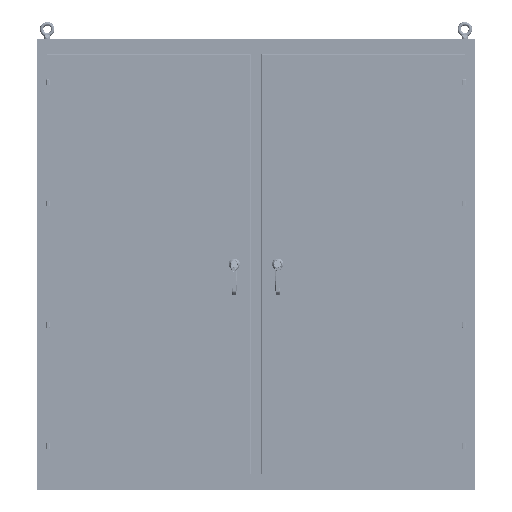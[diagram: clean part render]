
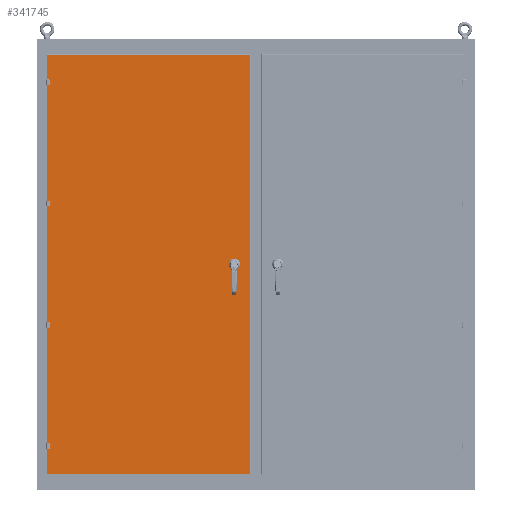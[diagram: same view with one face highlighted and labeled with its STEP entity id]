
A CAD part, top view. The second image highlights one B-rep face of the part: STEP entity #341745.
In plain terms, the highlighted planar face has unit normal (0, 0, 1).
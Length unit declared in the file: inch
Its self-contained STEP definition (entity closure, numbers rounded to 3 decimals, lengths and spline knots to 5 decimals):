
#2339 = PLANE ( 'NONE',  #168154 ) ;
#3540 = DIRECTION ( 'NONE',  ( 0., -1., 0. ) ) ;
#10147 = EDGE_LOOP ( 'NONE', ( #282512 ) ) ;
#23512 = EDGE_CURVE ( 'NONE', #39984, #39984, #312540, .T. ) ;
#35070 = CARTESIAN_POINT ( 'NONE',  ( -19.0312, 0., 10.058 ) ) ;
#39984 = VERTEX_POINT ( 'NONE', #246102 ) ;
#43373 = CARTESIAN_POINT ( 'NONE',  ( -37.0249, -37.15, 10.058 ) ) ;
#43924 = VECTOR ( 'NONE', #292378, 39.37008 ) ;
#60170 = CARTESIAN_POINT ( 'NONE',  ( -19.0312, 37.15, 10.058 ) ) ;
#62036 = CARTESIAN_POINT ( 'NONE',  ( -1.0375, 37.15, 10.058 ) ) ;
#72773 = AXIS2_PLACEMENT_3D ( 'NONE', #140830, #165917, #258309 ) ;
#82148 = VERTEX_POINT ( 'NONE', #43373 ) ;
#87916 = ORIENTED_EDGE ( 'NONE', *, *, #315552, .T. ) ;
#89072 = DIRECTION ( 'NONE',  ( -1., 0., 0. ) ) ;
#91047 = VECTOR ( 'NONE', #3540, 39.37008 ) ;
#113705 = LINE ( 'NONE', #352503, #133018 ) ;
#123727 = FACE_OUTER_BOUND ( 'NONE', #284833, .T. ) ;
#131486 = VERTEX_POINT ( 'NONE', #62036 ) ;
#133018 = VECTOR ( 'NONE', #321692, 39.37008 ) ;
#140830 = CARTESIAN_POINT ( 'NONE',  ( -3.84616, 0., 10.058 ) ) ;
#148851 = DIRECTION ( 'NONE',  ( 0., 0., -1. ) ) ;
#150027 = LINE ( 'NONE', #298269, #91047 ) ;
#151741 = ORIENTED_EDGE ( 'NONE', *, *, #282214, .T. ) ;
#165917 = DIRECTION ( 'NONE',  ( 0., 0., -1. ) ) ;
#168154 = AXIS2_PLACEMENT_3D ( 'NONE', #35070, #148851, #300889 ) ;
#188913 = VECTOR ( 'NONE', #89072, 39.37008 ) ;
#223236 = VERTEX_POINT ( 'NONE', #377382 ) ;
#246102 = CARTESIAN_POINT ( 'NONE',  ( -4.27923, 0., 10.058 ) ) ;
#251451 = ORIENTED_EDGE ( 'NONE', *, *, #362857, .T. ) ;
#252592 = LINE ( 'NONE', #377215, #43924 ) ;
#258309 = DIRECTION ( 'NONE',  ( -1., 0., 0. ) ) ;
#282214 = EDGE_CURVE ( 'NONE', #82148, #223236, #113705, .T. ) ;
#282512 = ORIENTED_EDGE ( 'NONE', *, *, #23512, .T. ) ;
#284833 = EDGE_LOOP ( 'NONE', ( #251451, #151741, #345222, #87916 ) ) ;
#292378 = DIRECTION ( 'NONE',  ( 0., 1., 0. ) ) ;
#298269 = CARTESIAN_POINT ( 'NONE',  ( -37.0249, 0., 10.058 ) ) ;
#298971 = FACE_BOUND ( 'NONE', #10147, .T. ) ;
#300889 = DIRECTION ( 'NONE',  ( -1., 0., 0. ) ) ;
#312540 = CIRCLE ( 'NONE', #72773, 0.43307 ) ;
#315552 = EDGE_CURVE ( 'NONE', #131486, #339522, #352996, .T. ) ;
#321692 = DIRECTION ( 'NONE',  ( 1., 0., 0. ) ) ;
#339522 = VERTEX_POINT ( 'NONE', #373923 ) ;
#341745 = ADVANCED_FACE ( 'NONE', ( #298971, #123727 ), #2339, .F. ) ;
#345222 = ORIENTED_EDGE ( 'NONE', *, *, #370486, .T. ) ;
#352503 = CARTESIAN_POINT ( 'NONE',  ( -19.0312, -37.15, 10.058 ) ) ;
#352996 = LINE ( 'NONE', #60170, #188913 ) ;
#362857 = EDGE_CURVE ( 'NONE', #339522, #82148, #150027, .T. ) ;
#370486 = EDGE_CURVE ( 'NONE', #223236, #131486, #252592, .T. ) ;
#373923 = CARTESIAN_POINT ( 'NONE',  ( -37.0249, 37.15, 10.058 ) ) ;
#377215 = CARTESIAN_POINT ( 'NONE',  ( -1.0375, 0., 10.058 ) ) ;
#377382 = CARTESIAN_POINT ( 'NONE',  ( -1.0375, -37.15, 10.058 ) ) ;
